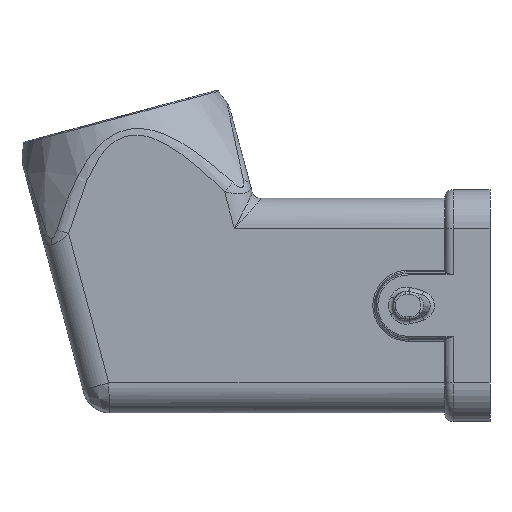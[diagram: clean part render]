
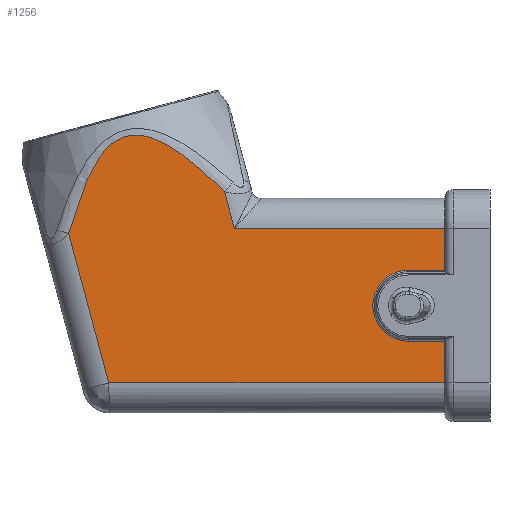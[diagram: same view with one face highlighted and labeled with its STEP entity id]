
A CAD part, left-side view. The second image highlights one B-rep face of the part: STEP entity #1256.
In plain terms, the highlighted planar face has unit normal (-1, 0, 0).
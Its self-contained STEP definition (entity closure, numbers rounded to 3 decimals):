
#118=CIRCLE('',#4695,4.154);
#376=LINE('',#8179,#685);
#377=LINE('',#8191,#686);
#386=LINE('',#8239,#695);
#390=LINE('',#8318,#699);
#467=LINE('',#10900,#776);
#468=LINE('',#10902,#777);
#469=LINE('',#10904,#778);
#470=LINE('',#10905,#779);
#685=VECTOR('',#5332,1.);
#686=VECTOR('',#5347,1.);
#695=VECTOR('',#5376,1.);
#699=VECTOR('',#5384,1.);
#776=VECTOR('',#5729,1.);
#777=VECTOR('',#5732,1.);
#778=VECTOR('',#5733,1.);
#779=VECTOR('',#5734,1.);
#1006=PLANE('',#4847);
#1256=ADVANCED_FACE('',(#1559),#1006,.T.);
#1559=FACE_OUTER_BOUND('',#1831,.T.);
#1831=EDGE_LOOP('',(#2930,#2931,#2932,#2933,#2934,#2935,#2936,#2937,#2938,
#2939));
#2930=ORIENTED_EDGE('',*,*,#3956,.T.);
#2931=ORIENTED_EDGE('',*,*,#3952,.F.);
#2932=ORIENTED_EDGE('',*,*,#3950,.T.);
#2933=ORIENTED_EDGE('',*,*,#3973,.T.);
#2934=ORIENTED_EDGE('',*,*,#4225,.T.);
#2935=ORIENTED_EDGE('',*,*,#4226,.F.);
#2936=ORIENTED_EDGE('',*,*,#4198,.F.);
#2937=ORIENTED_EDGE('',*,*,#3984,.F.);
#2938=ORIENTED_EDGE('',*,*,#4224,.T.);
#2939=ORIENTED_EDGE('',*,*,#4227,.T.);
#3427=VERTEX_POINT('',#8178);
#3428=VERTEX_POINT('',#8180);
#3429=VERTEX_POINT('',#8184);
#3432=VERTEX_POINT('',#8192);
#3442=VERTEX_POINT('',#8238);
#3447=VERTEX_POINT('',#8272);
#3450=VERTEX_POINT('',#8311);
#3586=VERTEX_POINT('',#9928);
#3598=VERTEX_POINT('',#10899);
#3599=VERTEX_POINT('',#10903);
#3950=EDGE_CURVE('',#3428,#3427,#376,.T.);
#3952=EDGE_CURVE('',#3428,#3429,#118,.T.);
#3956=EDGE_CURVE('',#3432,#3429,#377,.T.);
#3973=EDGE_CURVE('',#3427,#3442,#386,.T.);
#3984=EDGE_CURVE('',#3447,#3450,#390,.T.);
#4198=EDGE_CURVE('',#3450,#3586,#4540,.T.);
#4224=EDGE_CURVE('',#3447,#3598,#467,.T.);
#4225=EDGE_CURVE('',#3442,#3599,#468,.T.);
#4226=EDGE_CURVE('',#3586,#3599,#469,.T.);
#4227=EDGE_CURVE('',#3598,#3432,#470,.T.);
#4540=B_SPLINE_CURVE_WITH_KNOTS('',3,(#9906,#9907,#9908,#9909,#9910,#9911,
#9912,#9913,#9914,#9915,#9916,#9917,#9918,#9919,#9920,#9921,#9922,#9923,
#9924,#9925,#9926,#9927),.UNSPECIFIED.,.F.,.F.,(4,1,1,1,1,1,1,1,1,1,1,1,
1,1,1,1,1,1,1,4),(0.,0.053,0.105,0.158,0.211,
0.263,0.316,0.368,0.421,0.474,
0.526,0.579,0.632,0.684,0.737,
0.789,0.842,0.895,0.947,1.),
 .UNSPECIFIED.);
#4695=AXIS2_PLACEMENT_3D('',#8183,#5337,#5338);
#4847=AXIS2_PLACEMENT_3D('',#10906,#5735,#5736);
#5332=DIRECTION('',(0.,-1.,0.));
#5337=DIRECTION('',(-1.,0.,0.));
#5338=DIRECTION('',(0.,0.,1.));
#5347=DIRECTION('',(0.,1.,0.));
#5376=DIRECTION('',(0.,0.,1.));
#5384=DIRECTION('',(0.,0.259,0.966));
#5729=DIRECTION('',(0.,-1.,0.));
#5732=DIRECTION('',(0.,1.,0.));
#5733=DIRECTION('',(0.,-0.259,-0.966));
#5734=DIRECTION('',(0.,0.,1.));
#5735=DIRECTION('',(-1.,0.,0.));
#5736=DIRECTION('',(0.,0.,1.));
#8178=CARTESIAN_POINT('',(-12.5,5.3,4.153));
#8179=CARTESIAN_POINT('',(-12.5,9.5,4.153));
#8180=CARTESIAN_POINT('',(-12.5,9.5,4.153));
#8183=CARTESIAN_POINT('',(-12.5,9.5,0.));
#8184=CARTESIAN_POINT('',(-12.5,9.5,-4.154));
#8191=CARTESIAN_POINT('',(-12.5,5.3,-4.153));
#8192=CARTESIAN_POINT('',(-12.5,5.3,-4.153));
#8238=CARTESIAN_POINT('',(-12.5,5.3,9.));
#8239=CARTESIAN_POINT('',(-12.5,5.3,4.153));
#8272=CARTESIAN_POINT('',(-12.5,44.428,-9.));
#8311=CARTESIAN_POINT('',(-12.5,49.098,8.425));
#8318=CARTESIAN_POINT('',(-12.5,44.428,-9.));
#9906=CARTESIAN_POINT('',(-12.5,49.098,8.425));
#9907=CARTESIAN_POINT('',(-12.5,48.929,9.04));
#9908=CARTESIAN_POINT('',(-12.5,48.576,10.25));
#9909=CARTESIAN_POINT('',(-12.5,48.022,11.98));
#9910=CARTESIAN_POINT('',(-12.5,47.371,13.713));
#9911=CARTESIAN_POINT('',(-12.5,46.715,15.225));
#9912=CARTESIAN_POINT('',(-12.5,45.835,16.854));
#9913=CARTESIAN_POINT('',(-12.5,45.149,17.763));
#9914=CARTESIAN_POINT('',(-12.5,44.574,18.44));
#9915=CARTESIAN_POINT('',(-12.5,43.77,19.125));
#9916=CARTESIAN_POINT('',(-12.5,42.913,19.587));
#9917=CARTESIAN_POINT('',(-12.5,42.066,19.845));
#9918=CARTESIAN_POINT('',(-12.5,41.088,19.899));
#9919=CARTESIAN_POINT('',(-12.5,40.056,19.75));
#9920=CARTESIAN_POINT('',(-12.5,39.026,19.437));
#9921=CARTESIAN_POINT('',(-12.5,37.682,18.776));
#9922=CARTESIAN_POINT('',(-12.5,36.583,18.103));
#9923=CARTESIAN_POINT('',(-12.5,35.138,17.066));
#9924=CARTESIAN_POINT('',(-12.5,33.755,15.92));
#9925=CARTESIAN_POINT('',(-12.5,32.364,14.673));
#9926=CARTESIAN_POINT('',(-12.5,31.416,13.764));
#9927=CARTESIAN_POINT('',(-12.5,30.938,13.291));
#9928=CARTESIAN_POINT('',(-12.5,30.938,13.291));
#10899=CARTESIAN_POINT('',(-12.5,5.3,-9.));
#10900=CARTESIAN_POINT('',(-12.5,44.428,-9.));
#10902=CARTESIAN_POINT('',(-12.5,5.3,9.));
#10903=CARTESIAN_POINT('',(-12.5,29.788,9.));
#10904=CARTESIAN_POINT('',(-12.5,30.938,13.291));
#10905=CARTESIAN_POINT('',(-12.5,5.3,-9.));
#10906=CARTESIAN_POINT('',(-12.5,5.3,-9.));
